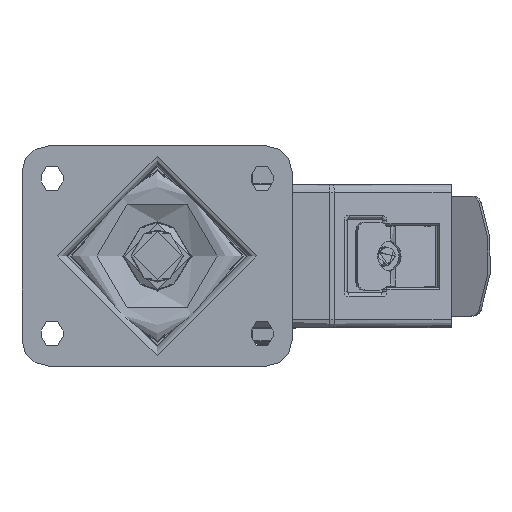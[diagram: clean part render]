
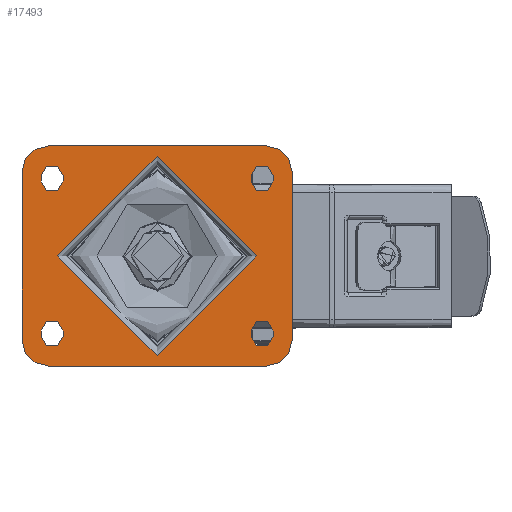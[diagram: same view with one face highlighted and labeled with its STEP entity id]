
A CAD part, top view. The second image highlights one B-rep face of the part: STEP entity #17493.
In plain terms, the highlighted planar face has unit normal (0, 0, 1).
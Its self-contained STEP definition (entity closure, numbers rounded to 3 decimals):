
#1184=FACE_BOUND('',#6081,.T.);
#1185=FACE_BOUND('',#6082,.T.);
#1186=FACE_BOUND('',#6083,.T.);
#1187=FACE_BOUND('',#6084,.T.);
#1188=FACE_BOUND('',#6085,.T.);
#1360=PLANE('',#18915);
#1880=LINE('',#26182,#3058);
#1884=LINE('',#26194,#3062);
#1888=LINE('',#26206,#3066);
#1892=LINE('',#26218,#3070);
#1896=LINE('',#26230,#3074);
#1900=LINE('',#26242,#3078);
#1904=LINE('',#26254,#3082);
#1908=LINE('',#26266,#3086);
#1913=LINE('',#26284,#3091);
#1917=LINE('',#26296,#3095);
#1921=LINE('',#26308,#3099);
#1925=LINE('',#26318,#3103);
#3058=VECTOR('',#21012,1000.);
#3062=VECTOR('',#21024,1000.);
#3066=VECTOR('',#21036,1000.);
#3070=VECTOR('',#21048,1000.);
#3074=VECTOR('',#21060,1000.);
#3078=VECTOR('',#21072,1000.);
#3082=VECTOR('',#21084,1000.);
#3086=VECTOR('',#21096,1000.);
#3091=VECTOR('',#21115,1000.);
#3095=VECTOR('',#21127,1000.);
#3099=VECTOR('',#21139,1000.);
#3103=VECTOR('',#21151,1000.);
#5054=FACE_OUTER_BOUND('',#6080,.T.);
#6080=EDGE_LOOP('',(#12600,#12601,#12602,#12603,#12604,#12605,#12606,#12607));
#6081=EDGE_LOOP('',(#12608,#12609,#12610,#12611));
#6082=EDGE_LOOP('',(#12612,#12613,#12614,#12615));
#6083=EDGE_LOOP('',(#12616,#12617,#12618,#12619));
#6084=EDGE_LOOP('',(#12620,#12621,#12622,#12623));
#6085=EDGE_LOOP('',(#12624));
#7290=CIRCLE('',#18848,49.75);
#7303=CIRCLE('',#18869,5.5);
#7305=CIRCLE('',#18873,5.5);
#7307=CIRCLE('',#18877,5.5);
#7309=CIRCLE('',#18881,5.5);
#7311=CIRCLE('',#18885,5.5);
#7313=CIRCLE('',#18889,5.5);
#7315=CIRCLE('',#18893,5.5);
#7317=CIRCLE('',#18897,5.5);
#7319=CIRCLE('',#18900,13.);
#7321=CIRCLE('',#18904,13.);
#7323=CIRCLE('',#18908,13.);
#7325=CIRCLE('',#18912,13.);
#8125=VERTEX_POINT('',#26143);
#8137=VERTEX_POINT('',#26179);
#8138=VERTEX_POINT('',#26181);
#8140=VERTEX_POINT('',#26187);
#8142=VERTEX_POINT('',#26193);
#8145=VERTEX_POINT('',#26203);
#8146=VERTEX_POINT('',#26205);
#8148=VERTEX_POINT('',#26211);
#8150=VERTEX_POINT('',#26217);
#8153=VERTEX_POINT('',#26227);
#8154=VERTEX_POINT('',#26229);
#8156=VERTEX_POINT('',#26235);
#8158=VERTEX_POINT('',#26241);
#8161=VERTEX_POINT('',#26251);
#8162=VERTEX_POINT('',#26253);
#8164=VERTEX_POINT('',#26259);
#8166=VERTEX_POINT('',#26265);
#8169=VERTEX_POINT('',#26275);
#8170=VERTEX_POINT('',#26277);
#8172=VERTEX_POINT('',#26283);
#8174=VERTEX_POINT('',#26289);
#8176=VERTEX_POINT('',#26295);
#8178=VERTEX_POINT('',#26301);
#8180=VERTEX_POINT('',#26307);
#8182=VERTEX_POINT('',#26313);
#9846=EDGE_CURVE('',#8125,#8125,#7290,.T.);
#9863=EDGE_CURVE('',#8138,#8137,#1880,.T.);
#9866=EDGE_CURVE('',#8140,#8138,#7303,.T.);
#9869=EDGE_CURVE('',#8142,#8140,#1884,.T.);
#9872=EDGE_CURVE('',#8137,#8142,#7305,.T.);
#9875=EDGE_CURVE('',#8146,#8145,#1888,.T.);
#9878=EDGE_CURVE('',#8148,#8146,#7307,.T.);
#9881=EDGE_CURVE('',#8150,#8148,#1892,.T.);
#9884=EDGE_CURVE('',#8145,#8150,#7309,.T.);
#9887=EDGE_CURVE('',#8154,#8153,#1896,.T.);
#9890=EDGE_CURVE('',#8156,#8154,#7311,.T.);
#9893=EDGE_CURVE('',#8158,#8156,#1900,.T.);
#9896=EDGE_CURVE('',#8153,#8158,#7313,.T.);
#9899=EDGE_CURVE('',#8162,#8161,#1904,.T.);
#9902=EDGE_CURVE('',#8164,#8162,#7315,.T.);
#9905=EDGE_CURVE('',#8166,#8164,#1908,.T.);
#9908=EDGE_CURVE('',#8161,#8166,#7317,.T.);
#9911=EDGE_CURVE('',#8169,#8170,#7319,.T.);
#9914=EDGE_CURVE('',#8170,#8172,#1913,.T.);
#9917=EDGE_CURVE('',#8172,#8174,#7321,.T.);
#9920=EDGE_CURVE('',#8174,#8176,#1917,.T.);
#9923=EDGE_CURVE('',#8176,#8178,#7323,.T.);
#9926=EDGE_CURVE('',#8178,#8180,#1921,.T.);
#9929=EDGE_CURVE('',#8180,#8182,#7325,.T.);
#9932=EDGE_CURVE('',#8182,#8169,#1925,.T.);
#12600=ORIENTED_EDGE('',*,*,#9911,.F.);
#12601=ORIENTED_EDGE('',*,*,#9932,.F.);
#12602=ORIENTED_EDGE('',*,*,#9929,.F.);
#12603=ORIENTED_EDGE('',*,*,#9926,.F.);
#12604=ORIENTED_EDGE('',*,*,#9923,.F.);
#12605=ORIENTED_EDGE('',*,*,#9920,.F.);
#12606=ORIENTED_EDGE('',*,*,#9917,.F.);
#12607=ORIENTED_EDGE('',*,*,#9914,.F.);
#12608=ORIENTED_EDGE('',*,*,#9899,.T.);
#12609=ORIENTED_EDGE('',*,*,#9908,.T.);
#12610=ORIENTED_EDGE('',*,*,#9905,.T.);
#12611=ORIENTED_EDGE('',*,*,#9902,.T.);
#12612=ORIENTED_EDGE('',*,*,#9887,.T.);
#12613=ORIENTED_EDGE('',*,*,#9896,.T.);
#12614=ORIENTED_EDGE('',*,*,#9893,.T.);
#12615=ORIENTED_EDGE('',*,*,#9890,.T.);
#12616=ORIENTED_EDGE('',*,*,#9875,.T.);
#12617=ORIENTED_EDGE('',*,*,#9884,.T.);
#12618=ORIENTED_EDGE('',*,*,#9881,.T.);
#12619=ORIENTED_EDGE('',*,*,#9878,.T.);
#12620=ORIENTED_EDGE('',*,*,#9863,.T.);
#12621=ORIENTED_EDGE('',*,*,#9872,.T.);
#12622=ORIENTED_EDGE('',*,*,#9869,.T.);
#12623=ORIENTED_EDGE('',*,*,#9866,.T.);
#12624=ORIENTED_EDGE('',*,*,#9846,.F.);
#17493=ADVANCED_FACE('',(#5054,#1184,#1185,#1186,#1187,#1188),#1360,.T.);
#18848=AXIS2_PLACEMENT_3D('',#26145,#20969,#20970);
#18869=AXIS2_PLACEMENT_3D('',#26188,#21018,#21019);
#18873=AXIS2_PLACEMENT_3D('',#26198,#21030,#21031);
#18877=AXIS2_PLACEMENT_3D('',#26212,#21042,#21043);
#18881=AXIS2_PLACEMENT_3D('',#26222,#21054,#21055);
#18885=AXIS2_PLACEMENT_3D('',#26236,#21066,#21067);
#18889=AXIS2_PLACEMENT_3D('',#26246,#21078,#21079);
#18893=AXIS2_PLACEMENT_3D('',#26260,#21090,#21091);
#18897=AXIS2_PLACEMENT_3D('',#26270,#21102,#21103);
#18900=AXIS2_PLACEMENT_3D('',#26278,#21109,#21110);
#18904=AXIS2_PLACEMENT_3D('',#26290,#21121,#21122);
#18908=AXIS2_PLACEMENT_3D('',#26302,#21133,#21134);
#18912=AXIS2_PLACEMENT_3D('',#26314,#21145,#21146);
#18915=AXIS2_PLACEMENT_3D('',#26320,#21154,#21155);
#20969=DIRECTION('center_axis',(0.,0.,1.));
#20970=DIRECTION('ref_axis',(1.,0.,0.));
#21012=DIRECTION('',(0.,-1.,0.));
#21018=DIRECTION('center_axis',(0.,0.,-1.));
#21019=DIRECTION('ref_axis',(1.,0.,0.));
#21024=DIRECTION('',(0.,1.,0.));
#21030=DIRECTION('center_axis',(0.,0.,-1.));
#21031=DIRECTION('ref_axis',(1.,0.,0.));
#21036=DIRECTION('',(0.,1.,0.));
#21042=DIRECTION('center_axis',(0.,0.,-1.));
#21043=DIRECTION('ref_axis',(1.,0.,0.));
#21048=DIRECTION('',(0.,-1.,0.));
#21054=DIRECTION('center_axis',(0.,0.,-1.));
#21055=DIRECTION('ref_axis',(1.,0.,0.));
#21060=DIRECTION('',(0.,-1.,0.));
#21066=DIRECTION('center_axis',(0.,0.,-1.));
#21067=DIRECTION('ref_axis',(-1.,0.,0.));
#21072=DIRECTION('',(0.,1.,0.));
#21078=DIRECTION('center_axis',(0.,0.,-1.));
#21079=DIRECTION('ref_axis',(-1.,0.,0.));
#21084=DIRECTION('',(0.,1.,0.));
#21090=DIRECTION('center_axis',(0.,0.,-1.));
#21091=DIRECTION('ref_axis',(-1.,0.,0.));
#21096=DIRECTION('',(0.,-1.,0.));
#21102=DIRECTION('center_axis',(0.,0.,-1.));
#21103=DIRECTION('ref_axis',(-1.,0.,0.));
#21109=DIRECTION('center_axis',(0.,0.,-1.));
#21110=DIRECTION('ref_axis',(0.,-1.,0.));
#21115=DIRECTION('',(0.,1.,0.));
#21121=DIRECTION('center_axis',(0.,0.,-1.));
#21122=DIRECTION('ref_axis',(-1.,0.,0.));
#21127=DIRECTION('',(1.,0.,0.));
#21133=DIRECTION('center_axis',(0.,0.,-1.));
#21134=DIRECTION('ref_axis',(0.,1.,0.));
#21139=DIRECTION('',(0.,-1.,0.));
#21145=DIRECTION('center_axis',(0.,0.,-1.));
#21146=DIRECTION('ref_axis',(1.,0.,0.));
#21151=DIRECTION('',(-1.,0.,0.));
#21154=DIRECTION('center_axis',(0.,0.,1.));
#21155=DIRECTION('ref_axis',(1.,0.,0.));
#26143=CARTESIAN_POINT('',(-49.75,0.,0.));
#26145=CARTESIAN_POINT('Origin',(0.,0.,0.));
#26179=CARTESIAN_POINT('',(58.,-40.,0.));
#26181=CARTESIAN_POINT('',(58.,-37.5,0.));
#26182=CARTESIAN_POINT('',(58.,-40.,0.));
#26187=CARTESIAN_POINT('',(47.,-37.5,0.));
#26188=CARTESIAN_POINT('Origin',(52.5,-37.5,0.));
#26193=CARTESIAN_POINT('',(47.,-40.,0.));
#26194=CARTESIAN_POINT('',(47.,-40.,0.));
#26198=CARTESIAN_POINT('Origin',(52.5,-40.,0.));
#26203=CARTESIAN_POINT('',(47.,40.,0.));
#26205=CARTESIAN_POINT('',(47.,37.5,0.));
#26206=CARTESIAN_POINT('',(47.,40.,0.));
#26211=CARTESIAN_POINT('',(58.,37.5,0.));
#26212=CARTESIAN_POINT('Origin',(52.5,37.5,0.));
#26217=CARTESIAN_POINT('',(58.,40.,0.));
#26218=CARTESIAN_POINT('',(58.,40.,0.));
#26222=CARTESIAN_POINT('Origin',(52.5,40.,0.));
#26227=CARTESIAN_POINT('',(-47.,-40.,0.));
#26229=CARTESIAN_POINT('',(-47.,-37.5,0.));
#26230=CARTESIAN_POINT('',(-47.,-40.,0.));
#26235=CARTESIAN_POINT('',(-58.,-37.5,0.));
#26236=CARTESIAN_POINT('Origin',(-52.5,-37.5,0.));
#26241=CARTESIAN_POINT('',(-58.,-40.,0.));
#26242=CARTESIAN_POINT('',(-58.,-40.,0.));
#26246=CARTESIAN_POINT('Origin',(-52.5,-40.,0.));
#26251=CARTESIAN_POINT('',(-58.,40.,0.));
#26253=CARTESIAN_POINT('',(-58.,37.5,0.));
#26254=CARTESIAN_POINT('',(-58.,40.,0.));
#26259=CARTESIAN_POINT('',(-47.,37.5,0.));
#26260=CARTESIAN_POINT('Origin',(-52.5,37.5,0.));
#26265=CARTESIAN_POINT('',(-47.,40.,0.));
#26266=CARTESIAN_POINT('',(-47.,40.,0.));
#26270=CARTESIAN_POINT('Origin',(-52.5,40.,0.));
#26275=CARTESIAN_POINT('',(-54.5,-55.,0.));
#26277=CARTESIAN_POINT('',(-67.5,-42.,0.));
#26278=CARTESIAN_POINT('Origin',(-54.5,-42.,0.));
#26283=CARTESIAN_POINT('',(-67.5,42.,0.));
#26284=CARTESIAN_POINT('',(-67.5,-42.,0.));
#26289=CARTESIAN_POINT('',(-54.5,55.,0.));
#26290=CARTESIAN_POINT('Origin',(-54.5,42.,0.));
#26295=CARTESIAN_POINT('',(54.5,55.,0.));
#26296=CARTESIAN_POINT('',(-54.5,55.,0.));
#26301=CARTESIAN_POINT('',(67.5,42.,0.));
#26302=CARTESIAN_POINT('Origin',(54.5,42.,0.));
#26307=CARTESIAN_POINT('',(67.5,-42.,0.));
#26308=CARTESIAN_POINT('',(67.5,42.,0.));
#26313=CARTESIAN_POINT('',(54.5,-55.,0.));
#26314=CARTESIAN_POINT('Origin',(54.5,-42.,0.));
#26318=CARTESIAN_POINT('',(54.5,-55.,0.));
#26320=CARTESIAN_POINT('Origin',(0.,0.,0.));
